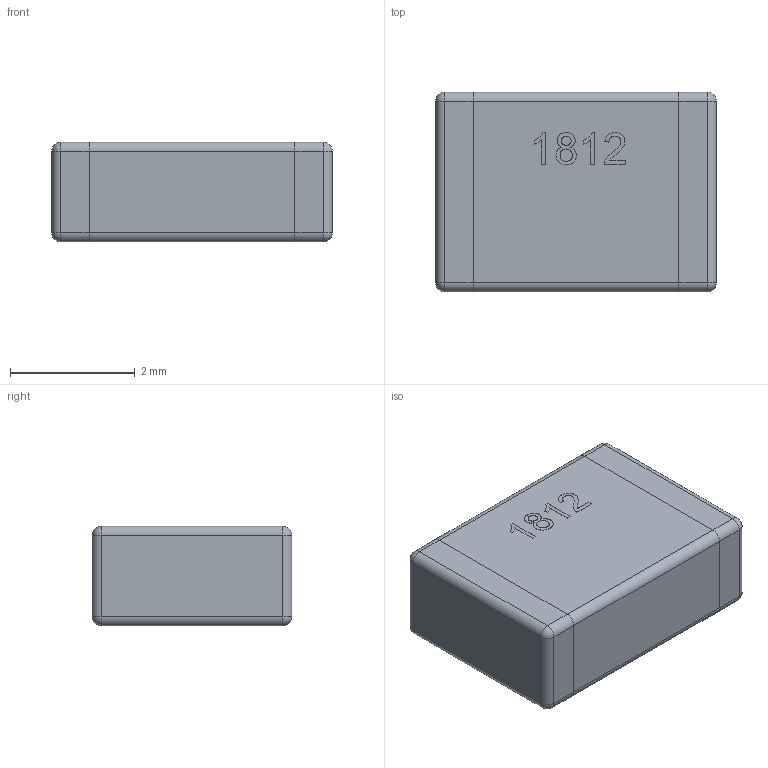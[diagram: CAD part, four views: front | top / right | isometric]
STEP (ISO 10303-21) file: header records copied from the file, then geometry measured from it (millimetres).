
FILE_DESCRIPTION(('Open CASCADE Model'),'2;1');
FILE_NAME('Open CASCADE Shape Model','2010-04-23T09:17:08',('Author'),( 'Open CASCADE'),'Open CASCADE STEP processor 6.3','Open CASCADE 6.3' ,'Unknown');
FILE_SCHEMA(('AUTOMOTIVE_DESIGN_CC2 { 1 2 10303 214 -1 1 5 4 }'));
Length unit declared in the file: millimetre
Products named in the file (1): Open CASCADE STEP translator 6.3 2
Bounding box: 4.5 x 3.2 x 1.6 mm (x, y, z)
Volume: 22.9 mm3; surface area: 51 mm2
Topology: 1 solids, 1 shells, 91 faces, 217 edges, 126 vertices
Faces by surface type: plane 34, bspline 29, cylinder 20, sphere 8
Entity records: 7362 total; most frequent: CARTESIAN_POINT 3628, DIRECTION 507, ORIENTED_EDGE 418, PCURVE 418, DEFINITIONAL_REPRESENTATION 418, LINE 317, VECTOR 317, B_SPLINE_CURVE_WITH_KNOTS 278
